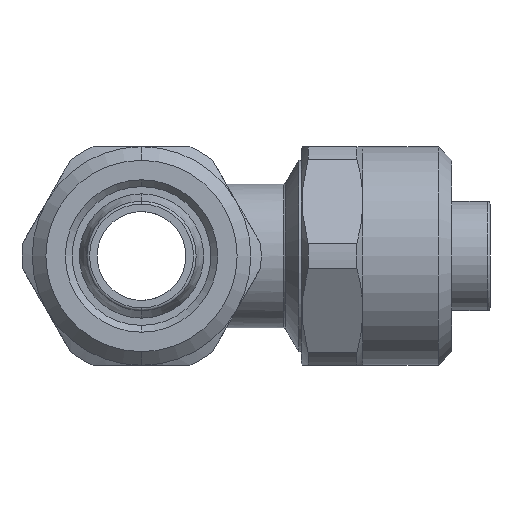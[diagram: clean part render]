
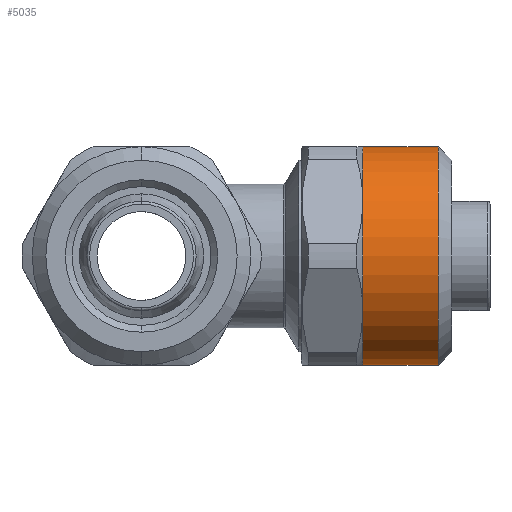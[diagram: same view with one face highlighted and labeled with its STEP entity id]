
A CAD part, left-side view. The second image highlights one B-rep face of the part: STEP entity #5035.
In plain terms, the highlighted cylindrical face has radius 8 mm (diameter 16 mm), a partial arc.
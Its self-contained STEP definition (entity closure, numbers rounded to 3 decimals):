
#392 = CARTESIAN_POINT ( 'NONE',  ( 0., -8.487, 0. ) ) ;
#393 = DIRECTION ( 'NONE',  ( 0., 1., 0. ) ) ;
#394 = DIRECTION ( 'NONE',  ( 0., 0., -1. ) ) ;
#570 = CARTESIAN_POINT ( 'NONE',  ( 0., -8.487, 8. ) ) ;
#571 = DIRECTION ( 'NONE',  ( 0., 1., 0. ) ) ;
#572 = CARTESIAN_POINT ( 'NONE',  ( 0., -16.2, 0. ) ) ;
#573 = DIRECTION ( 'NONE',  ( 0., 1., 0. ) ) ;
#574 = DIRECTION ( 'NONE',  ( 0., 0., -1. ) ) ;
#575 = CARTESIAN_POINT ( 'NONE',  ( 0., -16.2, 0. ) ) ;
#576 = DIRECTION ( 'NONE',  ( 0., 1., 0. ) ) ;
#577 = DIRECTION ( 'NONE',  ( 0., 0., -1. ) ) ;
#578 = CARTESIAN_POINT ( 'NONE',  ( 0., -16.2, 0. ) ) ;
#579 = DIRECTION ( 'NONE',  ( 0., 1., 0. ) ) ;
#580 = DIRECTION ( 'NONE',  ( 0., 0., -1. ) ) ;
#581 = CARTESIAN_POINT ( 'NONE',  ( 0., -8.487, -8. ) ) ;
#582 = DIRECTION ( 'NONE',  ( 0., 1., 0. ) ) ;
#1196 = CARTESIAN_POINT ( 'NONE',  ( -6.928, -16.2, -4. ) ) ;
#1201 = CARTESIAN_POINT ( 'NONE',  ( 0., -16.2, 8. ) ) ;
#1202 = CARTESIAN_POINT ( 'NONE',  ( -6.928, -16.2, 4. ) ) ;
#1206 = CARTESIAN_POINT ( 'NONE',  ( 0., -21.7, -8. ) ) ;
#1216 = CARTESIAN_POINT ( 'NONE',  ( 0., -21.7, 8. ) ) ;
#1247 = CARTESIAN_POINT ( 'NONE',  ( 0., -16.2, -8. ) ) ;
#2223 = CYLINDRICAL_SURFACE ( 'NONE', #6990, 8. ) ;
#2224 = FACE_OUTER_BOUND ( 'NONE', #2813, .T. ) ;
#2584 = LINE ( 'NONE', #581, #7082 ) ;
#2813 = EDGE_LOOP ( 'NONE', ( #3978, #3976, #3977, #3841, #3840, #3839 ) ) ;
#3473 = EDGE_CURVE ( 'NONE', #6269, #6279, #5651, .T. ) ;
#3839 = ORIENTED_EDGE ( 'NONE', *, *, #5133, .F. ) ;
#3840 = ORIENTED_EDGE ( 'NONE', *, *, #5132, .F. ) ;
#3841 = ORIENTED_EDGE ( 'NONE', *, *, #5131, .F. ) ;
#3976 = ORIENTED_EDGE ( 'NONE', *, *, #5129, .T. ) ;
#3977 = ORIENTED_EDGE ( 'NONE', *, *, #5130, .F. ) ;
#3978 = ORIENTED_EDGE ( 'NONE', *, *, #3473, .T. ) ;
#4387 = DIRECTION ( 'NONE',  ( 0., 0., -1. ) ) ;
#4388 = DIRECTION ( 'NONE',  ( 0., 1., 0. ) ) ;
#4389 = CARTESIAN_POINT ( 'NONE',  ( 0., -21.7, 0. ) ) ;
#5035 = ADVANCED_FACE ( 'NONE', ( #2224 ), #2223, .T. ) ;
#5076 = LINE ( 'NONE', #570, #7075 ) ;
#5129 = EDGE_CURVE ( 'NONE', #6279, #6264, #5076, .T. ) ;
#5130 = EDGE_CURVE ( 'NONE', #6265, #6264, #7068, .T. ) ;
#5131 = EDGE_CURVE ( 'NONE', #6259, #6265, #7077, .T. ) ;
#5132 = EDGE_CURVE ( 'NONE', #6310, #6259, #7079, .T. ) ;
#5133 = EDGE_CURVE ( 'NONE', #6269, #6310, #2584, .T. ) ;
#5651 = CIRCLE ( 'NONE', #5659, 8. ) ;
#5659 = AXIS2_PLACEMENT_3D ( 'NONE', #4389, #4388, #4387 ) ;
#6259 = VERTEX_POINT ( 'NONE', #1196 ) ;
#6264 = VERTEX_POINT ( 'NONE', #1201 ) ;
#6265 = VERTEX_POINT ( 'NONE', #1202 ) ;
#6269 = VERTEX_POINT ( 'NONE', #1206 ) ;
#6279 = VERTEX_POINT ( 'NONE', #1216 ) ;
#6310 = VERTEX_POINT ( 'NONE', #1247 ) ;
#6990 = AXIS2_PLACEMENT_3D ( 'NONE', #392, #393, #394 ) ;
#7068 = CIRCLE ( 'NONE', #7076, 8. ) ;
#7075 = VECTOR ( 'NONE', #571, 1000. ) ;
#7076 = AXIS2_PLACEMENT_3D ( 'NONE', #572, #573, #574 ) ;
#7077 = CIRCLE ( 'NONE', #7078, 8. ) ;
#7078 = AXIS2_PLACEMENT_3D ( 'NONE', #575, #576, #577 ) ;
#7079 = CIRCLE ( 'NONE', #7080, 8. ) ;
#7080 = AXIS2_PLACEMENT_3D ( 'NONE', #578, #579, #580 ) ;
#7082 = VECTOR ( 'NONE', #582, 1000. ) ;
